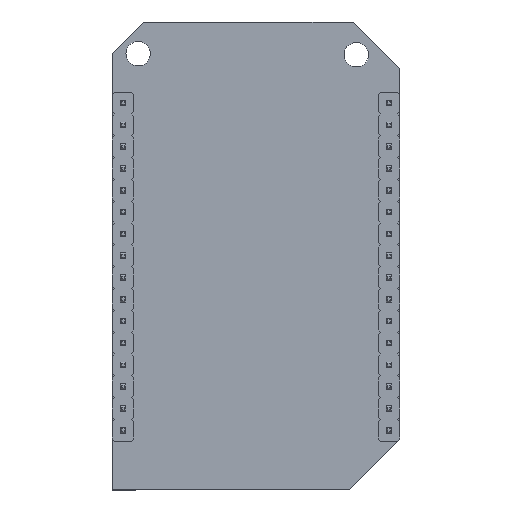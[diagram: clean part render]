
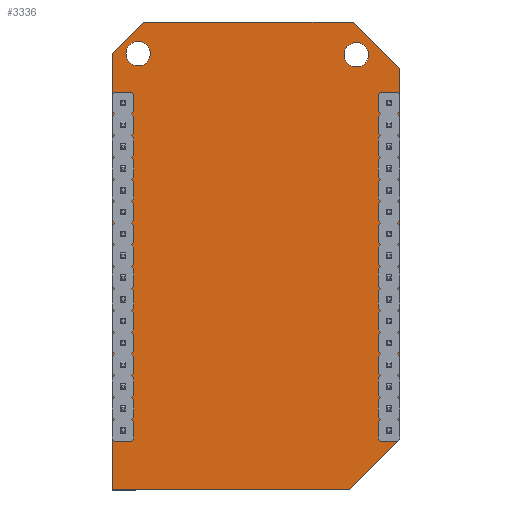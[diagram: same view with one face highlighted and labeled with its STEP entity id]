
A CAD part, top view. The second image highlights one B-rep face of the part: STEP entity #3336.
In plain terms, the highlighted face is planar.
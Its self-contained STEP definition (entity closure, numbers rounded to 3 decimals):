
#28 = VERTEX_POINT ( 'NONE', #15322 ) ;
#29 = CARTESIAN_POINT ( 'NONE',  ( -2.4, 40., 0. ) ) ;
#39 = LINE ( 'NONE', #2489, #812 ) ;
#55 = LINE ( 'NONE', #4073, #10363 ) ;
#106 = DIRECTION ( 'NONE',  ( -0.707, -0.707, 0. ) ) ;
#812 = VECTOR ( 'NONE', #7526, 1000. ) ;
#1401 = DIRECTION ( 'NONE',  ( 1., 0., 0. ) ) ;
#1406 = VERTEX_POINT ( 'NONE', #8563 ) ;
#1436 = CARTESIAN_POINT ( 'NONE',  ( -22.1, 42.9, 0. ) ) ;
#1545 = EDGE_CURVE ( 'NONE', #4776, #13761, #12438, .T. ) ;
#1640 = DIRECTION ( 'NONE',  ( -1., 0., 0. ) ) ;
#2489 = CARTESIAN_POINT ( 'NONE',  ( -26.4, 4.667, 0. ) ) ;
#2564 = ORIENTED_EDGE ( 'NONE', *, *, #10640, .T. ) ;
#2945 = FACE_BOUND ( 'NONE', #9170, .T. ) ;
#3100 = CARTESIAN_POINT ( 'NONE',  ( -21.733, 0., 0. ) ) ;
#3336 = ADVANCED_FACE ( 'NONE', ( #15654, #7321, #2945 ), #6339, .F. ) ;
#3556 = VERTEX_POINT ( 'NONE', #3995 ) ;
#3695 = EDGE_LOOP ( 'NONE', ( #15630, #2564 ) ) ;
#3774 = DIRECTION ( 'NONE',  ( 0., 0., 1. ) ) ;
#3941 = VECTOR ( 'NONE', #106, 1000. ) ;
#3995 = CARTESIAN_POINT ( 'NONE',  ( -2.9, 42.9, 0. ) ) ;
#4039 = CARTESIAN_POINT ( 'NONE',  ( -21.275, 39.9, 0. ) ) ;
#4073 = CARTESIAN_POINT ( 'NONE',  ( -2.9, 42.9, 0. ) ) ;
#4169 = EDGE_CURVE ( 'NONE', #10851, #10247, #15339, .T. ) ;
#4171 = LINE ( 'NONE', #1436, #5351 ) ;
#4261 = ORIENTED_EDGE ( 'NONE', *, *, #4169, .F. ) ;
#4374 = ORIENTED_EDGE ( 'NONE', *, *, #5737, .F. ) ;
#4411 = CARTESIAN_POINT ( 'NONE',  ( 0., 40., 0. ) ) ;
#4771 = CIRCLE ( 'NONE', #6257, 1.125 ) ;
#4776 = VERTEX_POINT ( 'NONE', #5786 ) ;
#4921 = VECTOR ( 'NONE', #15720, 1000. ) ;
#4995 = DIRECTION ( 'NONE',  ( 0., 0., 1. ) ) ;
#5097 = EDGE_LOOP ( 'NONE', ( #4261, #7794, #14235, #4374, #13136, #14471, #14396 ) ) ;
#5113 = DIRECTION ( 'NONE',  ( 0., 0., 1. ) ) ;
#5165 = DIRECTION ( 'NONE',  ( 0., 1., 0. ) ) ;
#5306 = VECTOR ( 'NONE', #5165, 1000. ) ;
#5336 = VERTEX_POINT ( 'NONE', #12805 ) ;
#5351 = VECTOR ( 'NONE', #1640, 1000. ) ;
#5368 = CIRCLE ( 'NONE', #5978, 1.125 ) ;
#5737 = EDGE_CURVE ( 'NONE', #8590, #1406, #39, .T. ) ;
#5786 = CARTESIAN_POINT ( 'NONE',  ( -23.525, 39.9, 0. ) ) ;
#5978 = AXIS2_PLACEMENT_3D ( 'NONE', #12132, #9556, #10889 ) ;
#6040 = EDGE_CURVE ( 'NONE', #1406, #13228, #15043, .T. ) ;
#6078 = LINE ( 'NONE', #7203, #4921 ) ;
#6148 = AXIS2_PLACEMENT_3D ( 'NONE', #29, #6164, #9576 ) ;
#6164 = DIRECTION ( 'NONE',  ( 0., 0., 1. ) ) ;
#6237 = ORIENTED_EDGE ( 'NONE', *, *, #1545, .T. ) ;
#6257 = AXIS2_PLACEMENT_3D ( 'NONE', #11082, #3774, #12278 ) ;
#6315 = EDGE_CURVE ( 'NONE', #3556, #9425, #4171, .T. ) ;
#6339 = PLANE ( 'NONE',  #8279 ) ;
#6685 = CARTESIAN_POINT ( 'NONE',  ( -26.4, 38.6, 0. ) ) ;
#7133 = EDGE_CURVE ( 'NONE', #9425, #8590, #8896, .T. ) ;
#7203 = CARTESIAN_POINT ( 'NONE',  ( -21.733, 0., 0. ) ) ;
#7321 = FACE_BOUND ( 'NONE', #3695, .T. ) ;
#7332 = EDGE_CURVE ( 'NONE', #5336, #28, #8705, .T. ) ;
#7526 = DIRECTION ( 'NONE',  ( 0., -1., 0. ) ) ;
#7545 = DIRECTION ( 'NONE',  ( -0.707, 0.707, 0. ) ) ;
#7794 = ORIENTED_EDGE ( 'NONE', *, *, #12715, .F. ) ;
#8250 = CARTESIAN_POINT ( 'NONE',  ( -22.1, 42.9, 0. ) ) ;
#8279 = AXIS2_PLACEMENT_3D ( 'NONE', #14880, #4995, #13534 ) ;
#8563 = CARTESIAN_POINT ( 'NONE',  ( -26.4, 4.667, 0. ) ) ;
#8590 = VERTEX_POINT ( 'NONE', #9365 ) ;
#8694 = CARTESIAN_POINT ( 'NONE',  ( 0., 40., 0. ) ) ;
#8705 = CIRCLE ( 'NONE', #6148, 1.125 ) ;
#8896 = LINE ( 'NONE', #6685, #3941 ) ;
#9170 = EDGE_LOOP ( 'NONE', ( #6237, #13066 ) ) ;
#9365 = CARTESIAN_POINT ( 'NONE',  ( -26.4, 38.6, 0. ) ) ;
#9425 = VERTEX_POINT ( 'NONE', #8250 ) ;
#9556 = DIRECTION ( 'NONE',  ( 0., 0., 1. ) ) ;
#9576 = DIRECTION ( 'NONE',  ( 1., 0., 0. ) ) ;
#10247 = VERTEX_POINT ( 'NONE', #4411 ) ;
#10254 = AXIS2_PLACEMENT_3D ( 'NONE', #12389, #5113, #1401 ) ;
#10363 = VECTOR ( 'NONE', #7545, 1000. ) ;
#10640 = EDGE_CURVE ( 'NONE', #28, #5336, #5368, .T. ) ;
#10812 = EDGE_CURVE ( 'NONE', #13761, #4776, #4771, .T. ) ;
#10851 = VERTEX_POINT ( 'NONE', #14892 ) ;
#10889 = DIRECTION ( 'NONE',  ( 1., 0., 0. ) ) ;
#11082 = CARTESIAN_POINT ( 'NONE',  ( -22.4, 39.9, 0. ) ) ;
#11659 = DIRECTION ( 'NONE',  ( 0.707, -0.707, 0. ) ) ;
#12132 = CARTESIAN_POINT ( 'NONE',  ( -2.4, 40., 0. ) ) ;
#12278 = DIRECTION ( 'NONE',  ( 1., 0., 0. ) ) ;
#12389 = CARTESIAN_POINT ( 'NONE',  ( -22.4, 39.9, 0. ) ) ;
#12438 = CIRCLE ( 'NONE', #10254, 1.125 ) ;
#12715 = EDGE_CURVE ( 'NONE', #13228, #10851, #6078, .T. ) ;
#12805 = CARTESIAN_POINT ( 'NONE',  ( -3.525, 40., 0. ) ) ;
#12812 = CARTESIAN_POINT ( 'NONE',  ( -26.4, 4.667, 0. ) ) ;
#13066 = ORIENTED_EDGE ( 'NONE', *, *, #10812, .T. ) ;
#13136 = ORIENTED_EDGE ( 'NONE', *, *, #7133, .F. ) ;
#13228 = VERTEX_POINT ( 'NONE', #3100 ) ;
#13534 = DIRECTION ( 'NONE',  ( 1., 0., 0. ) ) ;
#13761 = VERTEX_POINT ( 'NONE', #4039 ) ;
#14235 = ORIENTED_EDGE ( 'NONE', *, *, #6040, .F. ) ;
#14396 = ORIENTED_EDGE ( 'NONE', *, *, #14440, .F. ) ;
#14440 = EDGE_CURVE ( 'NONE', #10247, #3556, #55, .T. ) ;
#14471 = ORIENTED_EDGE ( 'NONE', *, *, #6315, .F. ) ;
#14880 = CARTESIAN_POINT ( 'NONE',  ( 0., 0., 0. ) ) ;
#14892 = CARTESIAN_POINT ( 'NONE',  ( 0., 0., 0. ) ) ;
#15043 = LINE ( 'NONE', #12812, #15610 ) ;
#15322 = CARTESIAN_POINT ( 'NONE',  ( -1.275, 40., 0. ) ) ;
#15339 = LINE ( 'NONE', #8694, #5306 ) ;
#15610 = VECTOR ( 'NONE', #11659, 1000. ) ;
#15630 = ORIENTED_EDGE ( 'NONE', *, *, #7332, .T. ) ;
#15654 = FACE_OUTER_BOUND ( 'NONE', #5097, .T. ) ;
#15720 = DIRECTION ( 'NONE',  ( 1., 0., 0. ) ) ;
